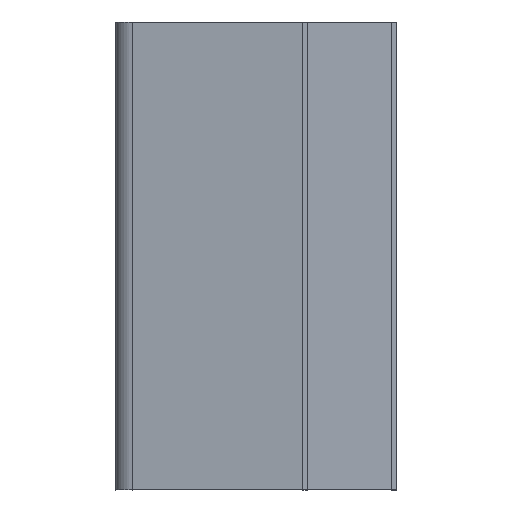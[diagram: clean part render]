
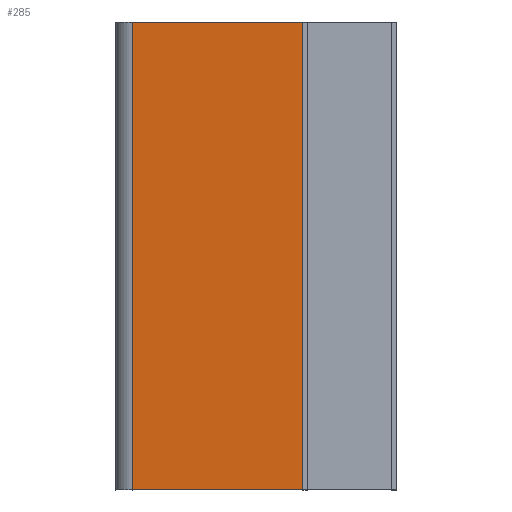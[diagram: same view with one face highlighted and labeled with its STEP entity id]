
A CAD part, left-side view. The second image highlights one B-rep face of the part: STEP entity #285.
In plain terms, the highlighted planar face has unit normal (-0.995, 0.1, 0).
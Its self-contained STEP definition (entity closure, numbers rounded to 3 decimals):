
#261 = ORIENTED_EDGE ( 'NONE', *, *, #2450, .F. ) ;
#263 = ORIENTED_EDGE ( 'NONE', *, *, #264, .F. ) ;
#264 = EDGE_CURVE ( 'NONE', #265, #271, #3440, .T. ) ;
#265 = VERTEX_POINT ( 'NONE', #3436 ) ;
#271 = VERTEX_POINT ( 'NONE', #3435 ) ;
#275 = ORIENTED_EDGE ( 'NONE', *, *, #276, .T. ) ;
#276 = EDGE_CURVE ( 'NONE', #278, #271, #3430, .T. ) ;
#277 = VERTEX_POINT ( 'NONE', #3426 ) ;
#278 = VERTEX_POINT ( 'NONE', #3425 ) ;
#279 = EDGE_CURVE ( 'NONE', #277, #278, #3481, .T. ) ;
#280 = EDGE_LOOP ( 'NONE', ( #281, #275, #263, #261 ) ) ;
#281 = ORIENTED_EDGE ( 'NONE', *, *, #279, .T. ) ;
#285 = ADVANCED_FACE ( 'NONE', ( #3475 ), #3459, .T. ) ;
#2450 = EDGE_CURVE ( 'NONE', #277, #265, #14305, .T. ) ;
#3425 = CARTESIAN_POINT ( 'NONE',  ( -0.605, 0.58, 0.625 ) ) ;
#3426 = CARTESIAN_POINT ( 'NONE',  ( -0.65, 0.125, 0.625 ) ) ;
#3427 = DIRECTION ( 'NONE',  ( 0., 0., -1. ) ) ;
#3428 = VECTOR ( 'NONE', #3427, 1000. ) ;
#3429 = CARTESIAN_POINT ( 'NONE',  ( -0.605, 0.58, 0.625 ) ) ;
#3430 = LINE ( 'NONE', #3429, #3428 ) ;
#3435 = CARTESIAN_POINT ( 'NONE',  ( -0.605, 0.58, -0.625 ) ) ;
#3436 = CARTESIAN_POINT ( 'NONE',  ( -0.65, 0.125, -0.625 ) ) ;
#3437 = DIRECTION ( 'NONE',  ( 0.1, 0.995, 0. ) ) ;
#3438 = VECTOR ( 'NONE', #3437, 1000. ) ;
#3439 = CARTESIAN_POINT ( 'NONE',  ( -0.664, -0.013, -0.625 ) ) ;
#3440 = LINE ( 'NONE', #3439, #3438 ) ;
#3454 = DIRECTION ( 'NONE',  ( -0.1, -0.995, 0. ) ) ;
#3455 = DIRECTION ( 'NONE',  ( -0.995, 0.1, 0. ) ) ;
#3456 = CARTESIAN_POINT ( 'NONE',  ( -0.664, -0.013, 0.625 ) ) ;
#3457 = AXIS2_PLACEMENT_3D ( 'NONE', #3456, #3455, #3454 ) ;
#3459 = PLANE ( 'NONE',  #3457 ) ;
#3475 = FACE_OUTER_BOUND ( 'NONE', #280, .T. ) ;
#3478 = DIRECTION ( 'NONE',  ( 0.1, 0.995, 0. ) ) ;
#3479 = VECTOR ( 'NONE', #3478, 1000. ) ;
#3480 = CARTESIAN_POINT ( 'NONE',  ( -0.664, -0.013, 0.625 ) ) ;
#3481 = LINE ( 'NONE', #3480, #3479 ) ;
#14302 = DIRECTION ( 'NONE',  ( 0., 0., -1. ) ) ;
#14303 = VECTOR ( 'NONE', #14302, 1000. ) ;
#14304 = CARTESIAN_POINT ( 'NONE',  ( -0.65, 0.125, 0.625 ) ) ;
#14305 = LINE ( 'NONE', #14304, #14303 ) ;
